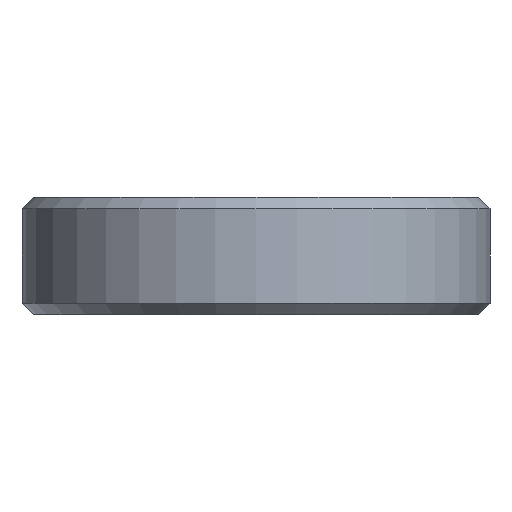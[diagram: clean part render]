
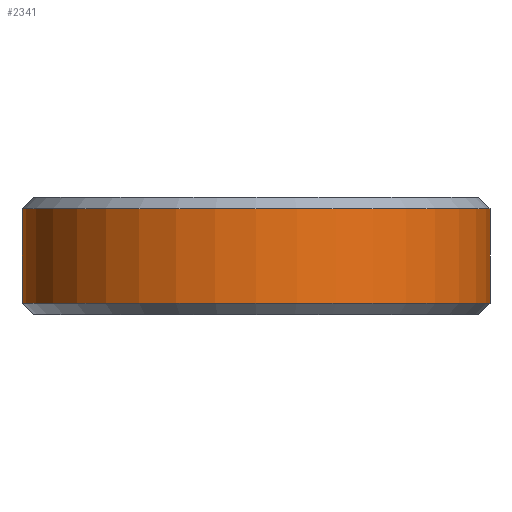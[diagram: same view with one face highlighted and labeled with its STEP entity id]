
A CAD part, left-side view. The second image highlights one B-rep face of the part: STEP entity #2341.
In plain terms, the highlighted cylindrical face has radius 6.25 mm (diameter 12.5 mm), a partial arc.
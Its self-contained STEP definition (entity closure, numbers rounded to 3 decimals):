
#943 = CONICAL_SURFACE('',#944,6.25,0.785);
#944 = AXIS2_PLACEMENT_3D('',#945,#946,#947);
#945 = CARTESIAN_POINT('',(0.,0.,0.3));
#946 = DIRECTION('',(0.,0.,1.));
#947 = DIRECTION('',(0.,1.,0.));
#1581 = VERTEX_POINT('',#1582);
#1582 = CARTESIAN_POINT('',(0.,-6.25,0.3));
#1617 = PLANE('',#1618);
#1618 = AXIS2_PLACEMENT_3D('',#1619,#1620,#1621);
#1619 = CARTESIAN_POINT('',(162.5,-6.25,0.));
#1620 = DIRECTION('',(0.,-1.,0.));
#1621 = DIRECTION('',(-1.,0.,0.));
#1636 = VERTEX_POINT('',#1637);
#1637 = CARTESIAN_POINT('',(0.,6.25,0.3));
#1651 = PLANE('',#1652);
#1652 = AXIS2_PLACEMENT_3D('',#1653,#1654,#1655);
#1653 = CARTESIAN_POINT('',(162.5,6.25,0.));
#1654 = DIRECTION('',(0.,-1.,0.));
#1655 = DIRECTION('',(-1.,0.,0.));
#1688 = EDGE_CURVE('',#1636,#1581,#1689,.T.);
#1689 = SURFACE_CURVE('',#1690,(#1695,#1702),.PCURVE_S1.);
#1690 = CIRCLE('',#1691,6.25);
#1691 = AXIS2_PLACEMENT_3D('',#1692,#1693,#1694);
#1692 = CARTESIAN_POINT('',(0.,0.,0.3));
#1693 = DIRECTION('',(0.,-0.,1.));
#1694 = DIRECTION('',(0.,1.,0.));
#1695 = PCURVE('',#943,#1696);
#1696 = DEFINITIONAL_REPRESENTATION('',(#1697),#1701);
#1697 = LINE('',#1698,#1699);
#1698 = CARTESIAN_POINT('',(0.,-0.));
#1699 = VECTOR('',#1700,1.);
#1700 = DIRECTION('',(1.,-0.));
#1701 = ( GEOMETRIC_REPRESENTATION_CONTEXT(2) 
PARAMETRIC_REPRESENTATION_CONTEXT() REPRESENTATION_CONTEXT('2D SPACE',''
  ) );
#1702 = PCURVE('',#1703,#1708);
#1703 = CYLINDRICAL_SURFACE('',#1704,6.25);
#1704 = AXIS2_PLACEMENT_3D('',#1705,#1706,#1707);
#1705 = CARTESIAN_POINT('',(0.,0.,0.));
#1706 = DIRECTION('',(-0.,-0.,-1.));
#1707 = DIRECTION('',(1.,0.,0.));
#1708 = DEFINITIONAL_REPRESENTATION('',(#1709),#1713);
#1709 = LINE('',#1710,#1711);
#1710 = CARTESIAN_POINT('',(-1.571,-0.3));
#1711 = VECTOR('',#1712,1.);
#1712 = DIRECTION('',(-1.,0.));
#1713 = ( GEOMETRIC_REPRESENTATION_CONTEXT(2) 
PARAMETRIC_REPRESENTATION_CONTEXT() REPRESENTATION_CONTEXT('2D SPACE',''
  ) );
#2239 = VERTEX_POINT('',#2240);
#2240 = CARTESIAN_POINT('',(0.,-6.25,2.825));
#2266 = EDGE_CURVE('',#1581,#2239,#2267,.T.);
#2267 = SURFACE_CURVE('',#2268,(#2272,#2279),.PCURVE_S1.);
#2268 = LINE('',#2269,#2270);
#2269 = CARTESIAN_POINT('',(0.,-6.25,0.));
#2270 = VECTOR('',#2271,1.);
#2271 = DIRECTION('',(0.,0.,1.));
#2272 = PCURVE('',#1617,#2273);
#2273 = DEFINITIONAL_REPRESENTATION('',(#2274),#2278);
#2274 = LINE('',#2275,#2276);
#2275 = CARTESIAN_POINT('',(162.5,0.));
#2276 = VECTOR('',#2277,1.);
#2277 = DIRECTION('',(0.,-1.));
#2278 = ( GEOMETRIC_REPRESENTATION_CONTEXT(2) 
PARAMETRIC_REPRESENTATION_CONTEXT() REPRESENTATION_CONTEXT('2D SPACE',''
  ) );
#2279 = PCURVE('',#1703,#2280);
#2280 = DEFINITIONAL_REPRESENTATION('',(#2281),#2285);
#2281 = LINE('',#2282,#2283);
#2282 = CARTESIAN_POINT('',(-4.712,0.));
#2283 = VECTOR('',#2284,1.);
#2284 = DIRECTION('',(-0.,-1.));
#2285 = ( GEOMETRIC_REPRESENTATION_CONTEXT(2) 
PARAMETRIC_REPRESENTATION_CONTEXT() REPRESENTATION_CONTEXT('2D SPACE',''
  ) );
#2293 = VERTEX_POINT('',#2294);
#2294 = CARTESIAN_POINT('',(0.,6.25,2.825));
#2320 = EDGE_CURVE('',#1636,#2293,#2321,.T.);
#2321 = SURFACE_CURVE('',#2322,(#2326,#2333),.PCURVE_S1.);
#2322 = LINE('',#2323,#2324);
#2323 = CARTESIAN_POINT('',(0.,6.25,0.));
#2324 = VECTOR('',#2325,1.);
#2325 = DIRECTION('',(0.,0.,1.));
#2326 = PCURVE('',#1651,#2327);
#2327 = DEFINITIONAL_REPRESENTATION('',(#2328),#2332);
#2328 = LINE('',#2329,#2330);
#2329 = CARTESIAN_POINT('',(162.5,0.));
#2330 = VECTOR('',#2331,1.);
#2331 = DIRECTION('',(0.,-1.));
#2332 = ( GEOMETRIC_REPRESENTATION_CONTEXT(2) 
PARAMETRIC_REPRESENTATION_CONTEXT() REPRESENTATION_CONTEXT('2D SPACE',''
  ) );
#2333 = PCURVE('',#1703,#2334);
#2334 = DEFINITIONAL_REPRESENTATION('',(#2335),#2339);
#2335 = LINE('',#2336,#2337);
#2336 = CARTESIAN_POINT('',(-1.571,0.));
#2337 = VECTOR('',#2338,1.);
#2338 = DIRECTION('',(-0.,-1.));
#2339 = ( GEOMETRIC_REPRESENTATION_CONTEXT(2) 
PARAMETRIC_REPRESENTATION_CONTEXT() REPRESENTATION_CONTEXT('2D SPACE',''
  ) );
#2341 = ADVANCED_FACE('',(#2342),#1703,.T.);
#2342 = FACE_BOUND('',#2343,.F.);
#2343 = EDGE_LOOP('',(#2344,#2345,#2372,#2373));
#2344 = ORIENTED_EDGE('',*,*,#2320,.T.);
#2345 = ORIENTED_EDGE('',*,*,#2346,.T.);
#2346 = EDGE_CURVE('',#2293,#2239,#2347,.T.);
#2347 = SURFACE_CURVE('',#2348,(#2353,#2360),.PCURVE_S1.);
#2348 = CIRCLE('',#2349,6.25);
#2349 = AXIS2_PLACEMENT_3D('',#2350,#2351,#2352);
#2350 = CARTESIAN_POINT('',(0.,0.,2.825));
#2351 = DIRECTION('',(0.,-0.,1.));
#2352 = DIRECTION('',(0.,1.,0.));
#2353 = PCURVE('',#1703,#2354);
#2354 = DEFINITIONAL_REPRESENTATION('',(#2355),#2359);
#2355 = LINE('',#2356,#2357);
#2356 = CARTESIAN_POINT('',(-1.571,-2.825));
#2357 = VECTOR('',#2358,1.);
#2358 = DIRECTION('',(-1.,0.));
#2359 = ( GEOMETRIC_REPRESENTATION_CONTEXT(2) 
PARAMETRIC_REPRESENTATION_CONTEXT() REPRESENTATION_CONTEXT('2D SPACE',''
  ) );
#2360 = PCURVE('',#2361,#2366);
#2361 = CONICAL_SURFACE('',#2362,6.25,0.785);
#2362 = AXIS2_PLACEMENT_3D('',#2363,#2364,#2365);
#2363 = CARTESIAN_POINT('',(0.,0.,2.825));
#2364 = DIRECTION('',(-0.,-0.,-1.));
#2365 = DIRECTION('',(0.,1.,0.));
#2366 = DEFINITIONAL_REPRESENTATION('',(#2367),#2371);
#2367 = LINE('',#2368,#2369);
#2368 = CARTESIAN_POINT('',(-0.,-0.));
#2369 = VECTOR('',#2370,1.);
#2370 = DIRECTION('',(-1.,-0.));
#2371 = ( GEOMETRIC_REPRESENTATION_CONTEXT(2) 
PARAMETRIC_REPRESENTATION_CONTEXT() REPRESENTATION_CONTEXT('2D SPACE',''
  ) );
#2372 = ORIENTED_EDGE('',*,*,#2266,.F.);
#2373 = ORIENTED_EDGE('',*,*,#1688,.F.);
